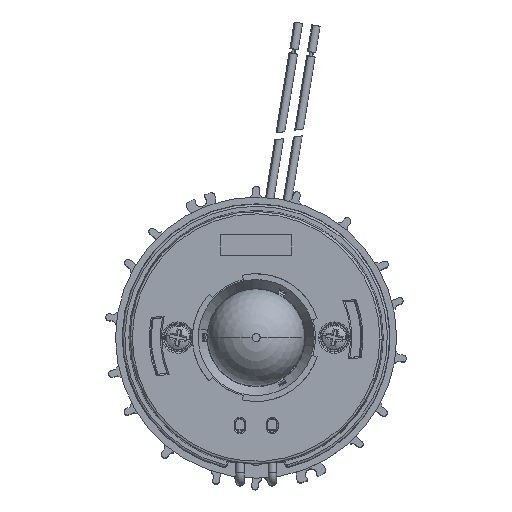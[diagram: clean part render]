
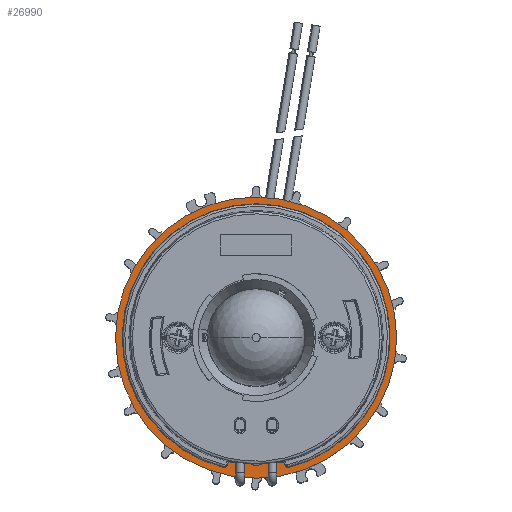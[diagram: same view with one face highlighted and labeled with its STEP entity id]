
A CAD part, top view. The second image highlights one B-rep face of the part: STEP entity #26990.
In plain terms, the highlighted face is planar.
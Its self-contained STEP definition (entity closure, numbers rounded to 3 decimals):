
#26490=CARTESIAN_POINT('',(-114.602,0.332,
-19.094));
#26500=DIRECTION('',(0.,-1.,0.));
#26510=DIRECTION('',(0.001,0.,
1.));
#26520=AXIS2_PLACEMENT_3D('',#26490,#26500,#26510);
#26530=PLANE('',#26520);
#26540=CARTESIAN_POINT('',(-97.102,0.332,
-18.868));
#26550=DIRECTION('',(0.,1.,0.));
#26560=DIRECTION('',(-1.,0.,
0.001));
#26570=AXIS2_PLACEMENT_3D('',#26540,#26550,#26560);
#26580=CIRCLE('',#26570,1.9);
#26590=CARTESIAN_POINT('',(-99.002,0.332,
-18.866));
#26600=VERTEX_POINT('',#26590);
#26610=CARTESIAN_POINT('',(-95.202,0.332,
-18.871));
#26620=VERTEX_POINT('',#26610);
#26630=EDGE_CURVE('',#26600,#26620,#26580,.T.);
#26640=ORIENTED_EDGE('',*,*,#26630,.F.);
#26650=EDGE_CURVE('',#26620,#26600,#26580,.T.);
#26660=ORIENTED_EDGE('',*,*,#26650,.F.);
#26670=EDGE_LOOP('',(#26660,#26640));
#26680=FACE_BOUND('',#26670,.T.);
#26690=CARTESIAN_POINT('',(-132.102,0.332,
-18.825));
#26700=DIRECTION('',(0.,1.,0.));
#26710=DIRECTION('',(-1.,0.,
0.001));
#26720=AXIS2_PLACEMENT_3D('',#26690,#26700,#26710);
#26730=CIRCLE('',#26720,1.9);
#26740=CARTESIAN_POINT('',(-134.002,0.332,
-18.822));
#26750=VERTEX_POINT('',#26740);
#26760=CARTESIAN_POINT('',(-130.202,0.332,
-18.827));
#26770=VERTEX_POINT('',#26760);
#26780=EDGE_CURVE('',#26750,#26770,#26730,.T.);
#26790=ORIENTED_EDGE('',*,*,#26780,.F.);
#26800=EDGE_CURVE('',#26770,#26750,#26730,.T.);
#26810=ORIENTED_EDGE('',*,*,#26800,.F.);
#26820=EDGE_LOOP('',(#26810,#26790));
#26830=FACE_BOUND('',#26820,.T.);
#26840=CARTESIAN_POINT('',(-114.602,0.332,
-18.842));
#26850=DIRECTION('',(0.,-1.,0.));
#26860=DIRECTION('',(0.001,0.,
1.));
#26870=AXIS2_PLACEMENT_3D('',#26840,#26850,#26860);
#26880=CIRCLE('',#26870,31.5);
#26890=CARTESIAN_POINT('',(-114.562,0.332,
12.658));
#26900=VERTEX_POINT('',#26890);
#26910=CARTESIAN_POINT('',(-114.641,0.332,
-50.342));
#26920=VERTEX_POINT('',#26910);
#26930=EDGE_CURVE('',#26900,#26920,#26880,.T.);
#26940=ORIENTED_EDGE('',*,*,#26930,.F.);
#26950=EDGE_CURVE('',#26920,#26900,#26880,.T.);
#26960=ORIENTED_EDGE('',*,*,#26950,.F.);
#26970=EDGE_LOOP('',(#26960,#26940));
#26980=FACE_OUTER_BOUND('',#26970,.T.);
#26990=ADVANCED_FACE('',(#26680,#26830,#26980),#26530,.F.);
